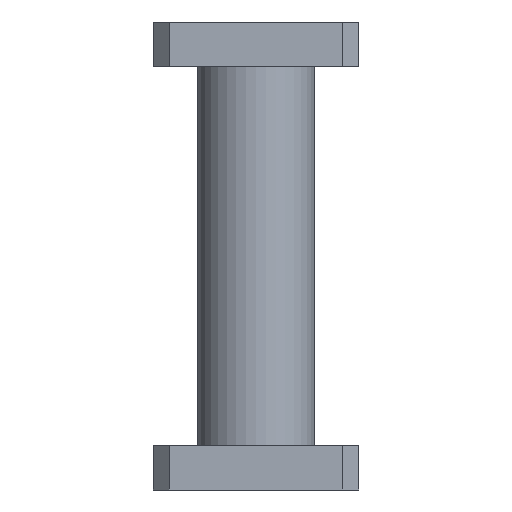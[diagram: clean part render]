
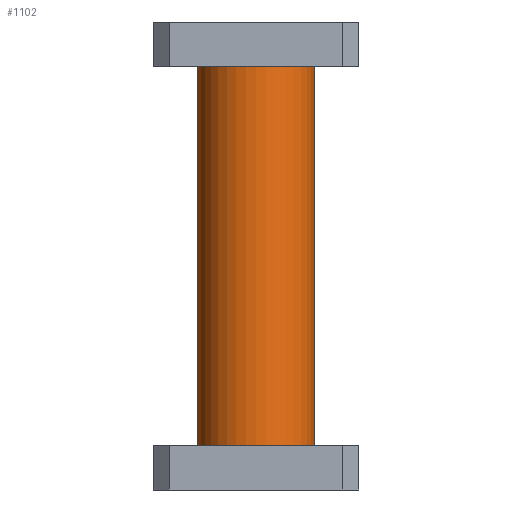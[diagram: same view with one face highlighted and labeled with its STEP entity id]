
A CAD part, front view. The second image highlights one B-rep face of the part: STEP entity #1102.
In plain terms, the highlighted cylindrical face has radius 6.35 mm (diameter 12.7 mm), a partial arc.
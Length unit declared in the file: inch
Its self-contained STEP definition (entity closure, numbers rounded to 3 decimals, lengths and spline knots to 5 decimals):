
#11 = VECTOR ( 'NONE', #317, 39.37008 ) ;
#70 = DIRECTION ( 'NONE',  ( 0., 0., 1. ) ) ;
#78 = ORIENTED_EDGE ( 'NONE', *, *, #1213, .T. ) ;
#101 = CARTESIAN_POINT ( 'NONE',  ( 0.25, 0., 0.81 ) ) ;
#235 = EDGE_LOOP ( 'NONE', ( #284, #727, #78, #994 ) ) ;
#268 = AXIS2_PLACEMENT_3D ( 'NONE', #1027, #1125, #1143 ) ;
#284 = ORIENTED_EDGE ( 'NONE', *, *, #1142, .F. ) ;
#317 = DIRECTION ( 'NONE',  ( 0., 0., 1. ) ) ;
#428 = EDGE_CURVE ( 'NONE', #667, #1132, #682, .T. ) ;
#456 = DIRECTION ( 'NONE',  ( 0., 0., -1. ) ) ;
#479 = CIRCLE ( 'NONE', #268, 0.25 ) ;
#523 = CARTESIAN_POINT ( 'NONE',  ( -0.25, 0., 0.81 ) ) ;
#573 = LINE ( 'NONE', #1005, #11 ) ;
#624 = DIRECTION ( 'NONE',  ( 0., 0., 1. ) ) ;
#643 = CARTESIAN_POINT ( 'NONE',  ( 0.25, 0., -0.81 ) ) ;
#667 = VERTEX_POINT ( 'NONE', #643 ) ;
#672 = VECTOR ( 'NONE', #70, 39.37008 ) ;
#682 = CIRCLE ( 'NONE', #1095, 0.25 ) ;
#723 = VERTEX_POINT ( 'NONE', #523 ) ;
#727 = ORIENTED_EDGE ( 'NONE', *, *, #428, .F. ) ;
#768 = CARTESIAN_POINT ( 'NONE',  ( 0.25, 0., 1. ) ) ;
#773 = CARTESIAN_POINT ( 'NONE',  ( -0.25, 0., -0.81 ) ) ;
#795 = EDGE_CURVE ( 'NONE', #723, #1304, #479, .T. ) ;
#912 = AXIS2_PLACEMENT_3D ( 'NONE', #1119, #624, #1439 ) ;
#978 = LINE ( 'NONE', #768, #672 ) ;
#994 = ORIENTED_EDGE ( 'NONE', *, *, #795, .F. ) ;
#1005 = CARTESIAN_POINT ( 'NONE',  ( -0.25, 0., 1. ) ) ;
#1027 = CARTESIAN_POINT ( 'NONE',  ( 0., 0., 0.81 ) ) ;
#1052 = DIRECTION ( 'NONE',  ( -1., 0., 0. ) ) ;
#1095 = AXIS2_PLACEMENT_3D ( 'NONE', #1385, #456, #1052 ) ;
#1102 = ADVANCED_FACE ( 'NONE', ( #1179 ), #1281, .T. ) ;
#1119 = CARTESIAN_POINT ( 'NONE',  ( 0., 0., 1. ) ) ;
#1125 = DIRECTION ( 'NONE',  ( 0., 0., 1. ) ) ;
#1132 = VERTEX_POINT ( 'NONE', #773 ) ;
#1142 = EDGE_CURVE ( 'NONE', #1132, #723, #573, .T. ) ;
#1143 = DIRECTION ( 'NONE',  ( 1., 0., 0. ) ) ;
#1179 = FACE_OUTER_BOUND ( 'NONE', #235, .T. ) ;
#1213 = EDGE_CURVE ( 'NONE', #667, #1304, #978, .T. ) ;
#1281 = CYLINDRICAL_SURFACE ( 'NONE', #912, 0.25 ) ;
#1304 = VERTEX_POINT ( 'NONE', #101 ) ;
#1385 = CARTESIAN_POINT ( 'NONE',  ( 0., 0., -0.81 ) ) ;
#1439 = DIRECTION ( 'NONE',  ( 1., 0., 0. ) ) ;
